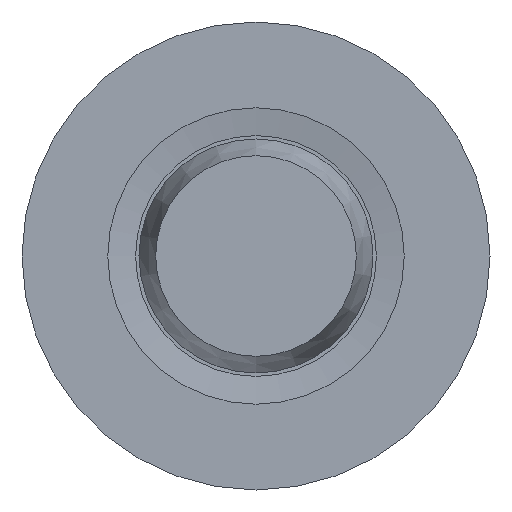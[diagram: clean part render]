
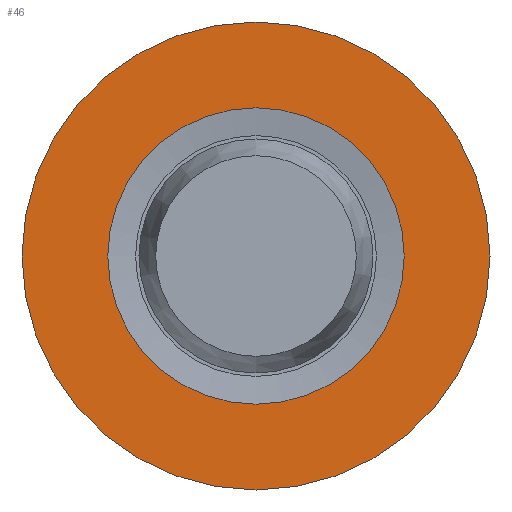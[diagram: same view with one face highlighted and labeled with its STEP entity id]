
A CAD part, front view. The second image highlights one B-rep face of the part: STEP entity #46.
In plain terms, the highlighted planar face has unit normal (0, -1, 0).
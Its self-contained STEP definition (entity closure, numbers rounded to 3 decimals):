
#46 = ADVANCED_FACE( '', ( #97, #98 ), #99, .F. );
#97 = FACE_BOUND( '', #150, .T. );
#98 = FACE_OUTER_BOUND( '', #151, .T. );
#99 = PLANE( '', #152 );
#150 = EDGE_LOOP( '', ( #207 ) );
#151 = EDGE_LOOP( '', ( #208 ) );
#152 = AXIS2_PLACEMENT_3D( '', #209, #210, #211 );
#207 = ORIENTED_EDGE( '', *, *, #256, .F. );
#208 = ORIENTED_EDGE( '', *, *, #250, .T. );
#209 = CARTESIAN_POINT( '', ( 6., 0., 0. ) );
#210 = DIRECTION( '', ( 0., 1., 0. ) );
#211 = DIRECTION( '', ( 0., 0., 1. ) );
#250 = EDGE_CURVE( '', #275, #275, #276, .T. );
#256 = EDGE_CURVE( '', #285, #285, #286, .T. );
#275 = VERTEX_POINT( '', #309 );
#276 = CIRCLE( '', #310, 6. );
#285 = VERTEX_POINT( '', #319 );
#286 = CIRCLE( '', #320, 3.8 );
#309 = CARTESIAN_POINT( '', ( 0., 0., -6. ) );
#310 = AXIS2_PLACEMENT_3D( '', #343, #344, #345 );
#319 = CARTESIAN_POINT( '', ( 0., 0., -3.8 ) );
#320 = AXIS2_PLACEMENT_3D( '', #355, #356, #357 );
#343 = CARTESIAN_POINT( '', ( 0., 0., 0. ) );
#344 = DIRECTION( '', ( 0., -1., 0. ) );
#345 = DIRECTION( '', ( 0., 0., -1. ) );
#355 = CARTESIAN_POINT( '', ( 0., 0., 0. ) );
#356 = DIRECTION( '', ( 0., -1., 0. ) );
#357 = DIRECTION( '', ( 0., 0., -1. ) );
